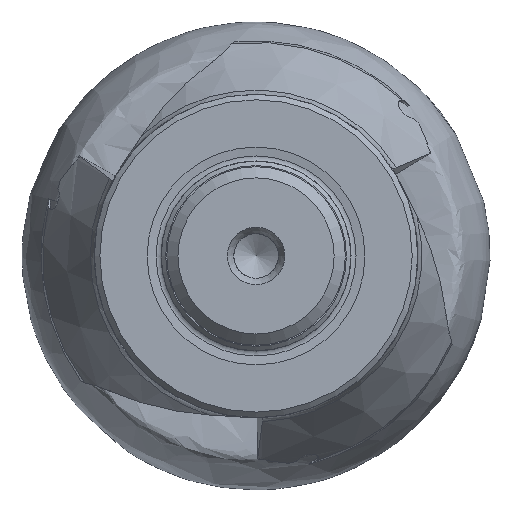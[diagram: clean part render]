
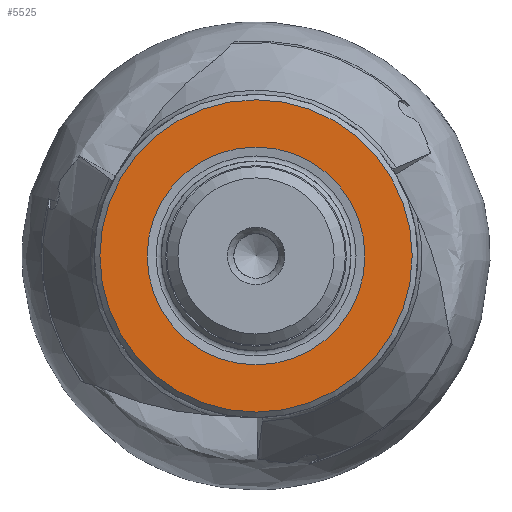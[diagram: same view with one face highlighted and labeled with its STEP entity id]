
A CAD part, left-side view. The second image highlights one B-rep face of the part: STEP entity #5525.
In plain terms, the highlighted planar face has unit normal (-1, 0, 0).
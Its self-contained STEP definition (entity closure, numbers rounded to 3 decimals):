
#438 = AXIS2_PLACEMENT_3D ( 'NONE', #6909, #6898, #6879 ) ;
#506 = CARTESIAN_POINT ( 'NONE',  ( -40.905, 0., -14. ) ) ;
#966 = VERTEX_POINT ( 'NONE', #506 ) ;
#1520 = DIRECTION ( 'NONE',  ( 0., 0., 1. ) ) ;
#1550 = EDGE_CURVE ( 'NONE', #8110, #8110, #7212, .T. ) ;
#1552 = DIRECTION ( 'NONE',  ( -1., 0., 0. ) ) ;
#1658 = PLANE ( 'NONE',  #3120 ) ;
#1765 = CARTESIAN_POINT ( 'NONE',  ( -40.905, 9.766, 0. ) ) ;
#1890 = CIRCLE ( 'NONE', #438, 14. ) ;
#2443 = FACE_BOUND ( 'NONE', #2565, .T. ) ;
#2565 = EDGE_LOOP ( 'NONE', ( #6753 ) ) ;
#3120 = AXIS2_PLACEMENT_3D ( 'NONE', #1765, #1552, #1520 ) ;
#3266 = EDGE_LOOP ( 'NONE', ( #6370 ) ) ;
#3680 = CARTESIAN_POINT ( 'NONE',  ( -40.905, 0., -9.766 ) ) ;
#4802 = EDGE_CURVE ( 'NONE', #966, #966, #1890, .T. ) ;
#5525 = ADVANCED_FACE ( 'NONE', ( #2443, #6167 ), #1658, .T. ) ;
#6167 = FACE_OUTER_BOUND ( 'NONE', #3266, .T. ) ;
#6370 = ORIENTED_EDGE ( 'NONE', *, *, #4802, .F. ) ;
#6753 = ORIENTED_EDGE ( 'NONE', *, *, #1550, .T. ) ;
#6879 = DIRECTION ( 'NONE',  ( 0., 0., -1. ) ) ;
#6898 = DIRECTION ( 'NONE',  ( 1., 0., 0. ) ) ;
#6909 = CARTESIAN_POINT ( 'NONE',  ( -40.905, 0., 0. ) ) ;
#7208 = AXIS2_PLACEMENT_3D ( 'NONE', #7569, #7544, #7520 ) ;
#7212 = CIRCLE ( 'NONE', #7208, 9.766 ) ;
#7520 = DIRECTION ( 'NONE',  ( 0., 0., -1. ) ) ;
#7544 = DIRECTION ( 'NONE',  ( 1., 0., 0. ) ) ;
#7569 = CARTESIAN_POINT ( 'NONE',  ( -40.905, 0., 0. ) ) ;
#8110 = VERTEX_POINT ( 'NONE', #3680 ) ;
